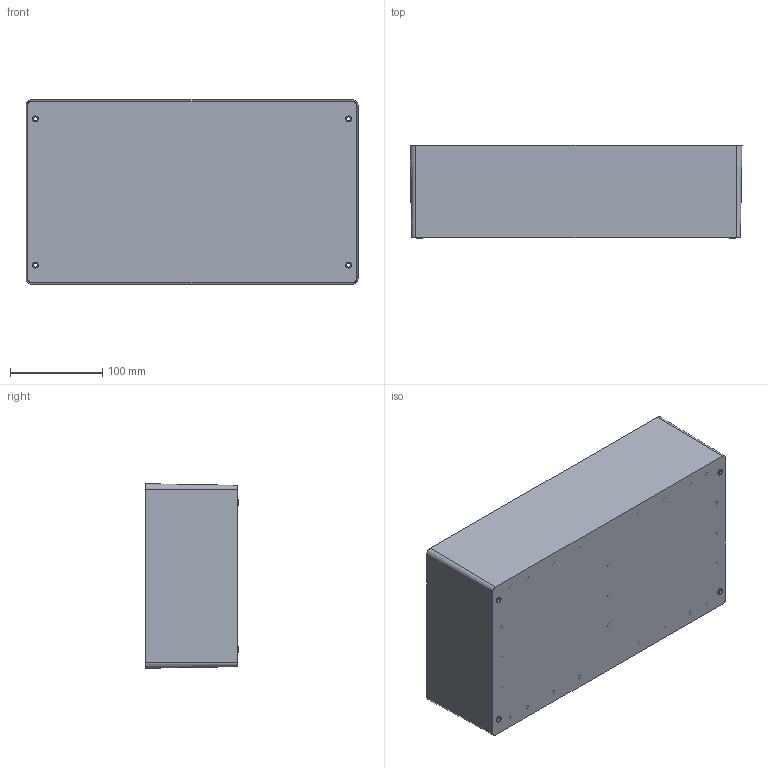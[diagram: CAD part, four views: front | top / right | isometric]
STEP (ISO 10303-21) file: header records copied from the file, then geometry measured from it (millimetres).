
FILE_DESCRIPTION (( 'STEP AP203' ), '1' );
FILE_NAME ('FIBOX_EU203610B.STEP', '2005-08-31T09:20:24', ( ' ' ), ( ' ' ), 'SwSTEP 2.0', 'SolidWorks 2005187', '' );
FILE_SCHEMA (( 'CONFIG_CONTROL_DESIGN' ));
Length unit declared in the file: millimetre
Products named in the file (1): FIBOX_EU203610B
Bounding box: 360.2 x 101 x 200.2 mm (x, y, z)
Volume: 783149.8 mm3; surface area: 378473.6 mm2
Topology: 1 solids, 1 shells, 352 faces, 819 edges, 546 vertices
Faces by surface type: cylinder 172, plane 168, cone 12
Entity records: 10264 total; most frequent: DIRECTION 1893, CARTESIAN_POINT 1718, ORIENTED_EDGE 1638, EDGE_CURVE 819, AXIS2_PLACEMENT_3D 721, VERTEX_POINT 546, VECTOR 451, LINE 451
